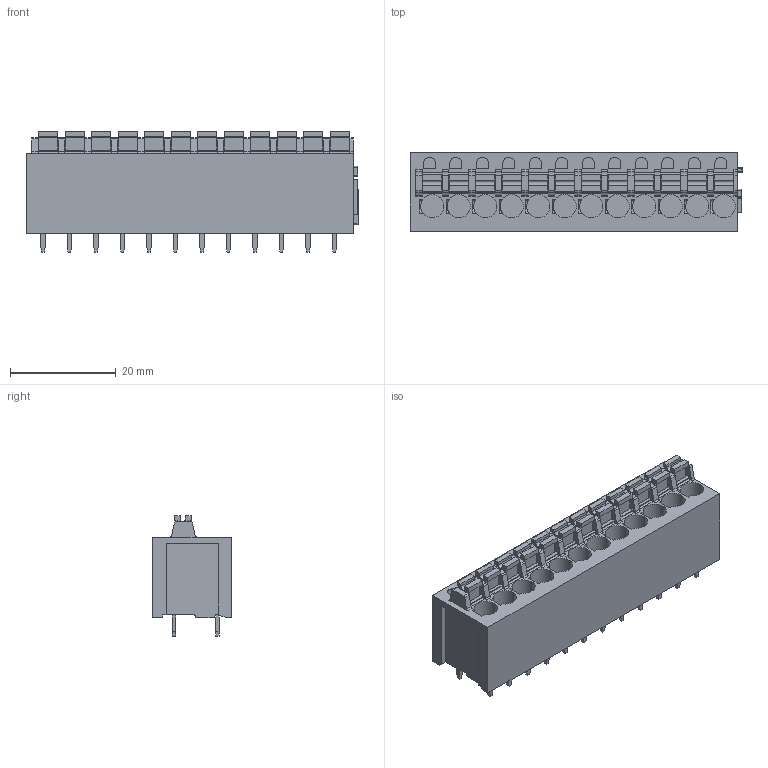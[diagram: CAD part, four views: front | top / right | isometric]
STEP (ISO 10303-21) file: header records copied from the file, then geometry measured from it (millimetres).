
FILE_DESCRIPTION(('CATIA V5 STEP Exchange','CAx-IF Rec.Pracs.--- Model Styling and Organization---1.2---2011-12-15'),'2;1');
FILE_NAME ('D1451067_0_1330290000_1330290000.stp','2018-09-07T10:30:20+00:00',('none'),('Weidmueller'),'CATIA Version 5-6 Release 2014','CATIA V5 STEP AP214','none');
FILE_SCHEMA(('AUTOMOTIVE_DESIGN { 1 0 10303 214 1 1 1 1 }'));
Length unit declared in the file: millimetre
Products named in the file (1): 1330290000
Bounding box: 62.65 x 14.8 x 22.7 mm (x, y, z)
Volume: 12868.2 mm3; surface area: 7717.8 mm2
Topology: 37 solids, 37 shells, 828 faces, 2181 edges, 1454 vertices
Faces by surface type: plane 641, cylinder 187
Entity records: 22805 total; most frequent: ORIENTED_EDGE 4362, CARTESIAN_POINT 4144, DIRECTION 2897, EDGE_CURVE 2181, VECTOR 1771, LINE 1771, VERTEX_POINT 1454, EDGE_LOOP 855
